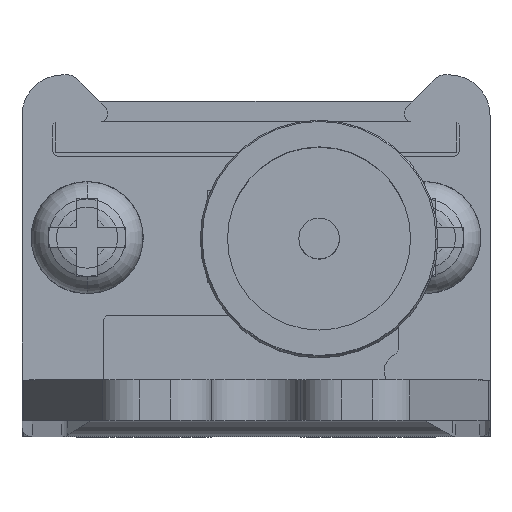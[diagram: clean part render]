
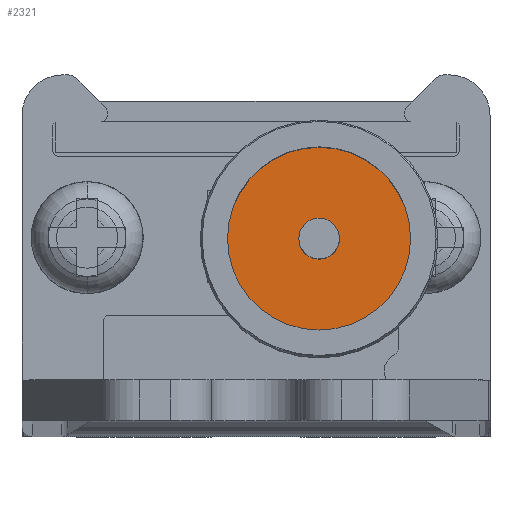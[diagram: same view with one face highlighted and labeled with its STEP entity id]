
A CAD part, top view. The second image highlights one B-rep face of the part: STEP entity #2321.
In plain terms, the highlighted planar face has unit normal (0, 0, 1).
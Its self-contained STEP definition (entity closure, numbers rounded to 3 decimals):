
#49 = VERTEX_POINT ( 'NONE', #7775 ) ;
#1667 = EDGE_CURVE ( 'NONE', #4611, #6890, #4817, .T. ) ;
#1732 = CIRCLE ( 'NONE', #8078, 4.5 ) ;
#1990 = FACE_OUTER_BOUND ( 'NONE', #5864, .T. ) ;
#2016 = DIRECTION ( 'NONE',  ( 0., -1., 0. ) ) ;
#2037 = ORIENTED_EDGE ( 'NONE', *, *, #5118, .T. ) ;
#2140 = CARTESIAN_POINT ( 'NONE',  ( 3.1, 2.4, 420. ) ) ;
#2321 = ADVANCED_FACE ( 'NONE', ( #7563, #1990 ), #2702, .T. ) ;
#2589 = DIRECTION ( 'NONE',  ( 0., -1., 0. ) ) ;
#2646 = DIRECTION ( 'NONE',  ( 0., 0., 1. ) ) ;
#2686 = CIRCLE ( 'NONE', #7413, 4.5 ) ;
#2702 = PLANE ( 'NONE',  #4283 ) ;
#2796 = AXIS2_PLACEMENT_3D ( 'NONE', #7984, #2905, #4763 ) ;
#2905 = DIRECTION ( 'NONE',  ( 0., 0., 1. ) ) ;
#3227 = CARTESIAN_POINT ( 'NONE',  ( 3.1, 3.4, 420. ) ) ;
#3299 = CIRCLE ( 'NONE', #8296, 1. ) ;
#3743 = EDGE_CURVE ( 'NONE', #6506, #49, #2686, .T. ) ;
#3747 = CARTESIAN_POINT ( 'NONE',  ( 3.1, 4.4, 420. ) ) ;
#4283 = AXIS2_PLACEMENT_3D ( 'NONE', #4643, #7135, #7222 ) ;
#4611 = VERTEX_POINT ( 'NONE', #3747 ) ;
#4643 = CARTESIAN_POINT ( 'NONE',  ( 3.1, 3.4, 420. ) ) ;
#4763 = DIRECTION ( 'NONE',  ( 0., -1., 0. ) ) ;
#4817 = CIRCLE ( 'NONE', #2796, 1. ) ;
#4938 = DIRECTION ( 'NONE',  ( 0., 0., 1. ) ) ;
#5118 = EDGE_CURVE ( 'NONE', #49, #6506, #1732, .T. ) ;
#5747 = ORIENTED_EDGE ( 'NONE', *, *, #5824, .F. ) ;
#5824 = EDGE_CURVE ( 'NONE', #6890, #4611, #3299, .T. ) ;
#5864 = EDGE_LOOP ( 'NONE', ( #8045, #2037 ) ) ;
#6149 = ORIENTED_EDGE ( 'NONE', *, *, #1667, .F. ) ;
#6210 = CARTESIAN_POINT ( 'NONE',  ( 3.1, 3.4, 420. ) ) ;
#6506 = VERTEX_POINT ( 'NONE', #7945 ) ;
#6842 = EDGE_LOOP ( 'NONE', ( #5747, #6149 ) ) ;
#6890 = VERTEX_POINT ( 'NONE', #2140 ) ;
#7135 = DIRECTION ( 'NONE',  ( 0., 0., 1. ) ) ;
#7161 = CARTESIAN_POINT ( 'NONE',  ( 3.1, 3.4, 420. ) ) ;
#7222 = DIRECTION ( 'NONE',  ( 0., -1., 0. ) ) ;
#7413 = AXIS2_PLACEMENT_3D ( 'NONE', #6210, #4938, #8075 ) ;
#7563 = FACE_BOUND ( 'NONE', #6842, .T. ) ;
#7775 = CARTESIAN_POINT ( 'NONE',  ( 3.1, 7.9, 420. ) ) ;
#7790 = DIRECTION ( 'NONE',  ( 0., 0., 1. ) ) ;
#7945 = CARTESIAN_POINT ( 'NONE',  ( 3.1, -1.1, 420. ) ) ;
#7984 = CARTESIAN_POINT ( 'NONE',  ( 3.1, 3.4, 420. ) ) ;
#8045 = ORIENTED_EDGE ( 'NONE', *, *, #3743, .T. ) ;
#8075 = DIRECTION ( 'NONE',  ( 0., -1., 0. ) ) ;
#8078 = AXIS2_PLACEMENT_3D ( 'NONE', #3227, #7790, #2589 ) ;
#8296 = AXIS2_PLACEMENT_3D ( 'NONE', #7161, #2646, #2016 ) ;
